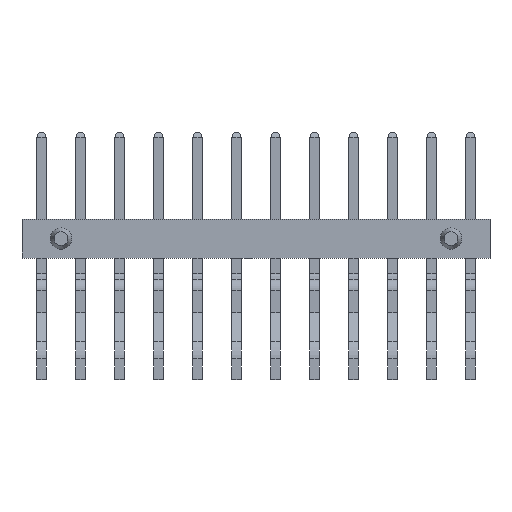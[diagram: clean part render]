
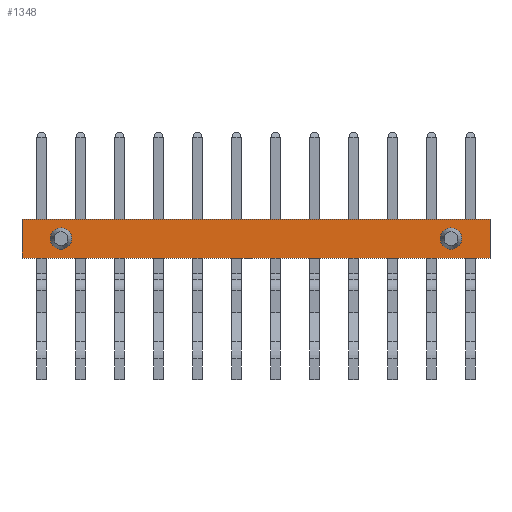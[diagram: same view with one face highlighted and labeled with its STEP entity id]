
A CAD part, top view. The second image highlights one B-rep face of the part: STEP entity #1348.
In plain terms, the highlighted planar face has unit normal (0, 0, 1).
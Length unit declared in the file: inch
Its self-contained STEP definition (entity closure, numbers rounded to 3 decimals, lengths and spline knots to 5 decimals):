
#1348 = ADVANCED_FACE( '', ( #2936, #2937, #2938 ), #2939, .F. );
#2936 = FACE_BOUND( '', #4774, .T. );
#2937 = FACE_BOUND( '', #4775, .T. );
#2938 = FACE_OUTER_BOUND( '', #4776, .T. );
#2939 = PLANE( '', #4777 );
#4774 = EDGE_LOOP( '', ( #8801 ) );
#4775 = EDGE_LOOP( '', ( #8802 ) );
#4776 = EDGE_LOOP( '', ( #8803, #8804, #8805, #8806 ) );
#4777 = AXIS2_PLACEMENT_3D( '', #8807, #8808, #8809 );
#8801 = ORIENTED_EDGE( '', *, *, #12344, .F. );
#8802 = ORIENTED_EDGE( '', *, *, #12901, .F. );
#8803 = ORIENTED_EDGE( '', *, *, #11977, .T. );
#8804 = ORIENTED_EDGE( '', *, *, #11465, .F. );
#8805 = ORIENTED_EDGE( '', *, *, #12902, .F. );
#8806 = ORIENTED_EDGE( '', *, *, #12648, .T. );
#8807 = CARTESIAN_POINT( '', ( -0.47244, 0.07874, 0.0787 ) );
#8808 = DIRECTION( '', ( 0., 0., -1. ) );
#8809 = DIRECTION( '', ( -1., 0., 0. ) );
#11465 = EDGE_CURVE( '', #13913, #13908, #13915, .T. );
#11977 = EDGE_CURVE( '', #14779, #13908, #14782, .T. );
#12344 = EDGE_CURVE( '', #15372, #15372, #15373, .F. );
#12648 = EDGE_CURVE( '', #15812, #14779, #15813, .T. );
#12901 = EDGE_CURVE( '', #16141, #16141, #16142, .F. );
#12902 = EDGE_CURVE( '', #15812, #13913, #16143, .T. );
#13908 = VERTEX_POINT( '', #17412 );
#13913 = VERTEX_POINT( '', #17419 );
#13915 = LINE( '', #17422, #17423 );
#14779 = VERTEX_POINT( '', #18652 );
#14782 = LINE( '', #18657, #18658 );
#15372 = VERTEX_POINT( '', #19535 );
#15373 = CIRCLE( '', #19536, 0.0215 );
#15812 = VERTEX_POINT( '', #20166 );
#15813 = LINE( '', #20167, #20168 );
#16141 = VERTEX_POINT( '', #20643 );
#16142 = CIRCLE( '', #20644, 0.0215 );
#16143 = LINE( '', #20645, #20646 );
#17412 = CARTESIAN_POINT( '', ( 0.47244, 0., 0.0787 ) );
#17419 = CARTESIAN_POINT( '', ( 0.47244, 0.07874, 0.0787 ) );
#17422 = CARTESIAN_POINT( '', ( 0.47244, 0.07874, 0.0787 ) );
#17423 = VECTOR( '', #21768, 39.37008 );
#18652 = CARTESIAN_POINT( '', ( -0.47244, 0., 0.0787 ) );
#18657 = CARTESIAN_POINT( '', ( -0.47244, 0., 0.0787 ) );
#18658 = VECTOR( '', #22304, 39.37008 );
#19535 = CARTESIAN_POINT( '', ( -0.4152, 0.03937, 0.0787 ) );
#19536 = AXIS2_PLACEMENT_3D( '', #22667, #22668, #22669 );
#20166 = CARTESIAN_POINT( '', ( -0.47244, 0.07874, 0.0787 ) );
#20167 = CARTESIAN_POINT( '', ( -0.47244, 0.07874, 0.0787 ) );
#20168 = VECTOR( '', #22975, 39.37008 );
#20643 = CARTESIAN_POINT( '', ( 0.3722, 0.03937, 0.0787 ) );
#20644 = AXIS2_PLACEMENT_3D( '', #23198, #23199, #23200 );
#20645 = CARTESIAN_POINT( '', ( -0.47244, 0.07874, 0.0787 ) );
#20646 = VECTOR( '', #23201, 39.37008 );
#21768 = DIRECTION( '', ( 0., -1., 0. ) );
#22304 = DIRECTION( '', ( 1., 0., 0. ) );
#22667 = CARTESIAN_POINT( '', ( -0.3937, 0.03937, 0.0787 ) );
#22668 = DIRECTION( '', ( 0., 0., -1. ) );
#22669 = DIRECTION( '', ( -1., 0., 0. ) );
#22975 = DIRECTION( '', ( 0., -1., 0. ) );
#23198 = CARTESIAN_POINT( '', ( 0.3937, 0.03937, 0.0787 ) );
#23199 = DIRECTION( '', ( 0., 0., -1. ) );
#23200 = DIRECTION( '', ( -1., 0., 0. ) );
#23201 = DIRECTION( '', ( 1., 0., 0. ) );
